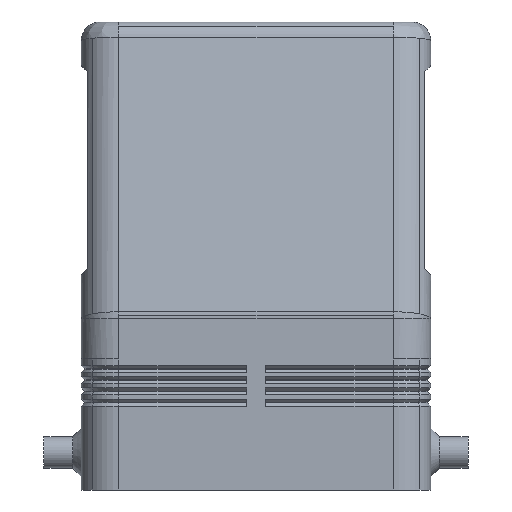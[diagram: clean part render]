
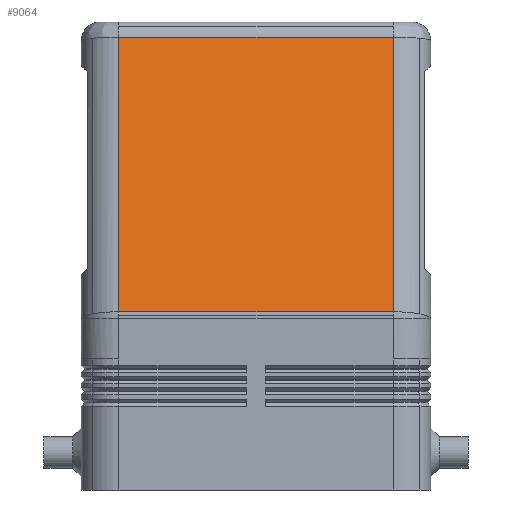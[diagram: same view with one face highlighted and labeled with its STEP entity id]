
A CAD part, left-side view. The second image highlights one B-rep face of the part: STEP entity #9064.
In plain terms, the highlighted planar face has unit normal (-0.982, 0, 0.188).
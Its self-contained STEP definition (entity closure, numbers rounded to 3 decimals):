
#3339=CARTESIAN_POINT('',(-32.466,22.,72.564));
#3340=VERTEX_POINT('',#3339);
#3348=CARTESIAN_POINT('',(-32.466,-22.,72.564));
#3349=VERTEX_POINT('',#3348);
#3350=CARTESIAN_POINT('',(-32.466,22.,72.564));
#3351=DIRECTION('',(0.0,-1.0,0.0));
#3352=VECTOR('',#3351,44.0);
#3353=LINE('',#3350,#3352);
#3354=EDGE_CURVE('',#3340,#3349,#3353,.T.);
#7974=CARTESIAN_POINT('',(-40.893,-22.,28.559));
#7975=VERTEX_POINT('',#7974);
#8009=CARTESIAN_POINT('',(-40.893,22.,28.559));
#8010=VERTEX_POINT('',#8009);
#8011=CARTESIAN_POINT('',(-40.893,-22.,28.559));
#8012=DIRECTION('',(0.0,1.0,0.0));
#8013=VECTOR('',#8012,44.0);
#8014=LINE('',#8011,#8013);
#8015=EDGE_CURVE('',#7975,#8010,#8014,.T.);
#8136=CARTESIAN_POINT('',(-32.466,-22.,72.564));
#8137=DIRECTION('',(-0.188,0.0,-0.982));
#8138=VECTOR('',#8137,44.805);
#8139=LINE('',#8136,#8138);
#8140=EDGE_CURVE('',#3349,#7975,#8139,.T.);
#8530=CARTESIAN_POINT('',(-40.893,22.,28.559));
#8531=DIRECTION('',(0.188,0.0,0.982));
#8532=VECTOR('',#8531,44.805);
#8533=LINE('',#8530,#8532);
#8534=EDGE_CURVE('',#8010,#3340,#8533,.T.);
#9053=CARTESIAN_POINT('',(-32.0,0.0,75.0));
#9054=DIRECTION('',(-0.982,0.0,0.188));
#9055=DIRECTION('',(0.188,0.0,0.982));
#9056=AXIS2_PLACEMENT_3D('',#9053,#9054,#9055);
#9057=PLANE('',#9056);
#9058=ORIENTED_EDGE('',*,*,#8015,.F.);
#9059=ORIENTED_EDGE('',*,*,#8140,.F.);
#9060=ORIENTED_EDGE('',*,*,#3354,.F.);
#9061=ORIENTED_EDGE('',*,*,#8534,.F.);
#9062=EDGE_LOOP('',(#9058,#9059,#9060,#9061));
#9063=FACE_OUTER_BOUND('',#9062,.T.);
#9064=ADVANCED_FACE('',(#9063),#9057,.T.);
